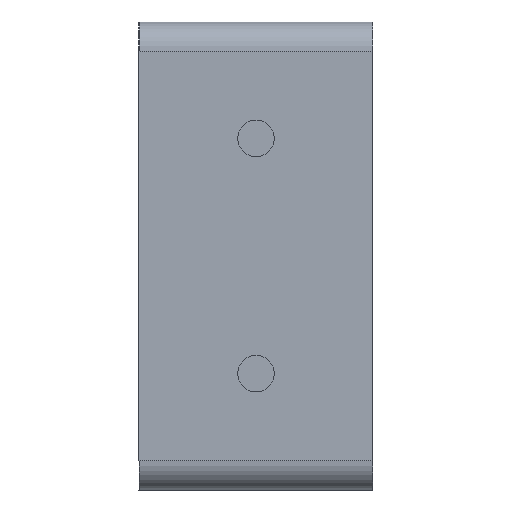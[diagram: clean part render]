
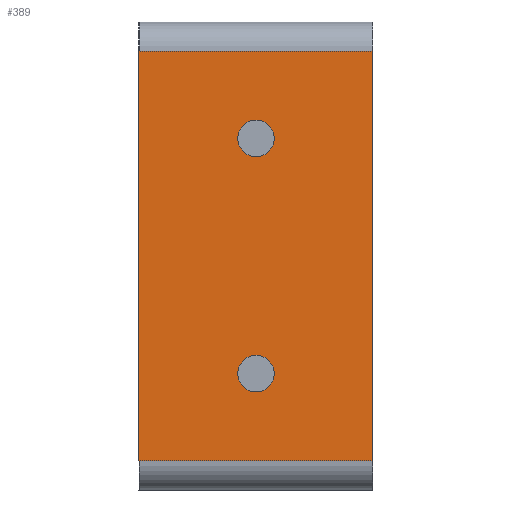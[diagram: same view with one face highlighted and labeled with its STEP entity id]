
A CAD part, left-side view. The second image highlights one B-rep face of the part: STEP entity #389.
In plain terms, the highlighted planar face has unit normal (-1, 0, 0).
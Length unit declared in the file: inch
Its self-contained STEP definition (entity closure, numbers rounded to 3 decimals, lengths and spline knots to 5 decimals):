
#18=FACE_BOUND('',#64,.T.);
#19=FACE_BOUND('',#65,.T.);
#29=PLANE('',#437);
#41=FACE_OUTER_BOUND('',#63,.T.);
#63=EDGE_LOOP('',(#278,#279,#280,#281));
#64=EDGE_LOOP('',(#282));
#65=EDGE_LOOP('',(#283));
#98=LINE('',#624,#128);
#99=LINE('',#627,#129);
#100=LINE('',#629,#130);
#101=LINE('',#630,#131);
#128=VECTOR('',#498,0.3937);
#129=VECTOR('',#501,0.3937);
#130=VECTOR('',#502,0.3937);
#131=VECTOR('',#503,0.3937);
#156=CIRCLE('',#438,0.078);
#157=CIRCLE('',#439,0.078);
#182=VERTEX_POINT('',#617);
#185=VERTEX_POINT('',#622);
#186=VERTEX_POINT('',#626);
#187=VERTEX_POINT('',#628);
#188=VERTEX_POINT('',#631);
#189=VERTEX_POINT('',#633);
#222=EDGE_CURVE('',#185,#182,#98,.T.);
#223=EDGE_CURVE('',#186,#185,#99,.T.);
#224=EDGE_CURVE('',#187,#186,#100,.T.);
#225=EDGE_CURVE('',#182,#187,#101,.T.);
#226=EDGE_CURVE('',#188,#188,#156,.T.);
#227=EDGE_CURVE('',#189,#189,#157,.T.);
#278=ORIENTED_EDGE('',*,*,#222,.F.);
#279=ORIENTED_EDGE('',*,*,#223,.F.);
#280=ORIENTED_EDGE('',*,*,#224,.F.);
#281=ORIENTED_EDGE('',*,*,#225,.F.);
#282=ORIENTED_EDGE('',*,*,#226,.T.);
#283=ORIENTED_EDGE('',*,*,#227,.T.);
#389=ADVANCED_FACE('',(#41,#18,#19),#29,.T.);
#437=AXIS2_PLACEMENT_3D('',#625,#499,#500);
#438=AXIS2_PLACEMENT_3D('',#632,#504,#505);
#439=AXIS2_PLACEMENT_3D('',#634,#506,#507);
#498=DIRECTION('',(0.,1.,0.));
#499=DIRECTION('center_axis',(-1.,0.,0.));
#500=DIRECTION('ref_axis',(0.,-1.,0.));
#501=DIRECTION('',(0.,0.,-1.));
#502=DIRECTION('',(0.,-1.,0.));
#503=DIRECTION('',(0.,0.,1.));
#504=DIRECTION('center_axis',(1.,0.,0.));
#505=DIRECTION('ref_axis',(0.,0.,-1.));
#506=DIRECTION('center_axis',(1.,0.,0.));
#507=DIRECTION('ref_axis',(0.,0.,-1.));
#617=CARTESIAN_POINT('',(-2.24508,0.375,-0.875));
#622=CARTESIAN_POINT('',(-2.24508,-0.625,-0.875));
#624=CARTESIAN_POINT('',(-2.24508,0.125,-0.875));
#625=CARTESIAN_POINT('Origin',(-2.24508,0.375,0.));
#626=CARTESIAN_POINT('',(-2.24508,-0.625,0.875));
#627=CARTESIAN_POINT('',(-2.24508,-0.625,0.));
#628=CARTESIAN_POINT('',(-2.24508,0.375,0.875));
#629=CARTESIAN_POINT('',(-2.24508,0.125,0.875));
#630=CARTESIAN_POINT('',(-2.24508,0.375,0.));
#631=CARTESIAN_POINT('',(-2.24508,-0.125,0.5805));
#632=CARTESIAN_POINT('Origin',(-2.24508,-0.125,0.5025));
#633=CARTESIAN_POINT('',(-2.24508,-0.125,-0.4245));
#634=CARTESIAN_POINT('Origin',(-2.24508,-0.125,-0.5025));
